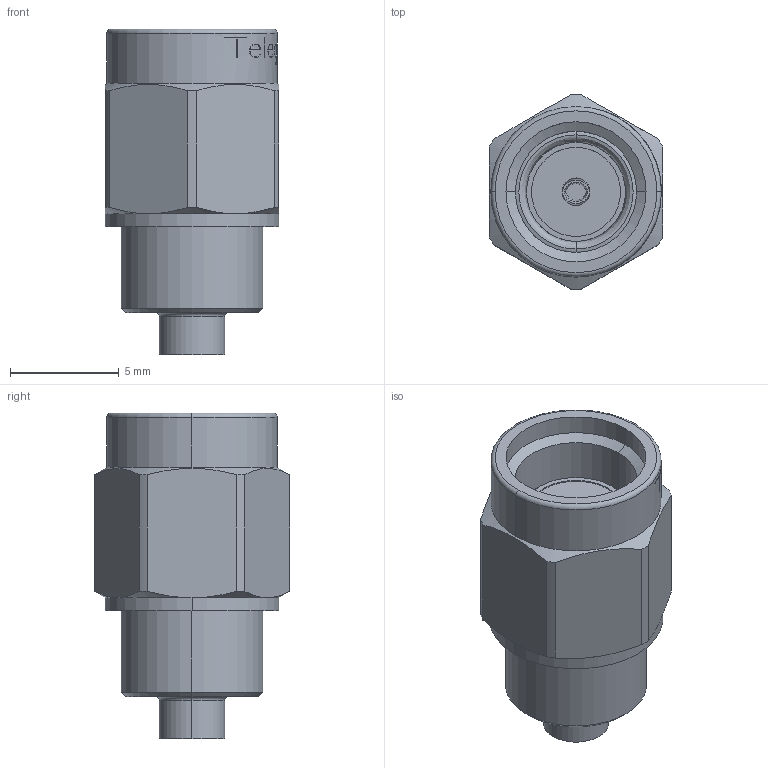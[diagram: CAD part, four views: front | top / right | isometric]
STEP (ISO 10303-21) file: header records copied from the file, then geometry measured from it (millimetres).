
FILE_DESCRIPTION (( 'STEP AP214' ), '1' );
FILE_NAME ('J01152R0011.STEP', '2013-06-12T13:15:58', ( 'Wartung1' ), ( '' ), 'SwSTEP 2.0', 'SolidWorks 2013', '' );
FILE_SCHEMA (( 'AUTOMOTIVE_DESIGN' ));
Length unit declared in the file: millimetre
Products named in the file (1): J01152R0011
Bounding box: 8 x 9 x 15 mm (x, y, z)
Volume: 521.7 mm3; surface area: 646.8 mm2
Topology: 2 solids, 2 shells, 361 faces, 971 edges, 638 vertices
Faces by surface type: plane 285, cylinder 52, cone 14, torus 6, bspline 4
Entity records: 15326 total; most frequent: CARTESIAN_POINT 3139, ORIENTED_EDGE 1942, DIRECTION 1521, EDGE_CURVE 971, VERTEX_POINT 638, AXIS2_PLACEMENT_3D 548, LINE 425, VECTOR 425
